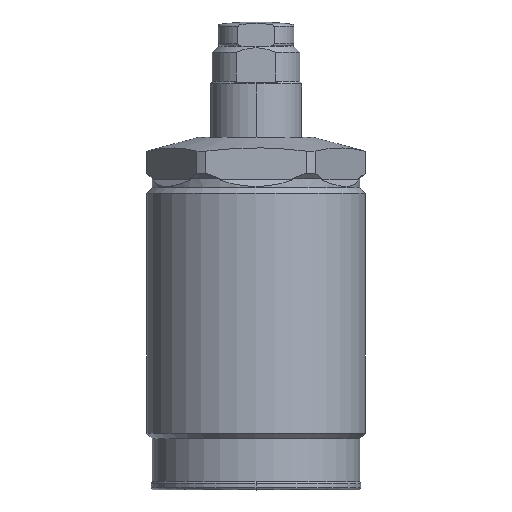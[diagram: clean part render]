
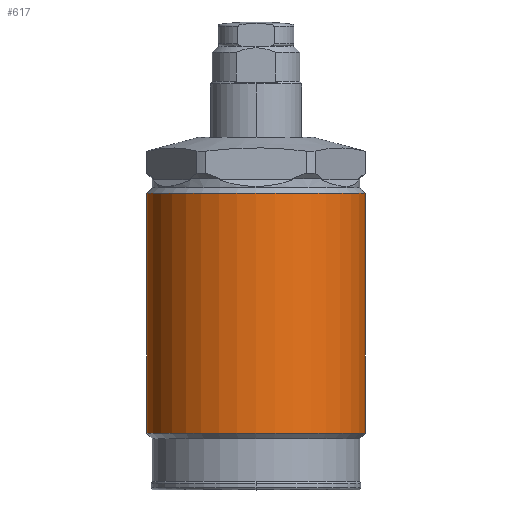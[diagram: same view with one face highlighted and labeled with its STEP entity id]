
A CAD part, top view. The second image highlights one B-rep face of the part: STEP entity #617.
In plain terms, the highlighted cylindrical face has radius 18 mm (diameter 36 mm), a partial arc.
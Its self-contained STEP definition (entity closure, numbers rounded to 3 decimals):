
#320=CYLINDRICAL_SURFACE('',#2590,18.);
#390=LINE('',#4071,#485);
#391=LINE('',#4072,#486);
#485=VECTOR('',#3223,1.);
#486=VECTOR('',#3224,1.);
#617=ADVANCED_FACE('',(#789),#320,.T.);
#789=FACE_OUTER_BOUND('',#933,.T.);
#933=EDGE_LOOP('',(#1386,#1387,#1388,#1389));
#1386=ORIENTED_EDGE('',*,*,#2054,.T.);
#1387=ORIENTED_EDGE('',*,*,#2055,.T.);
#1388=ORIENTED_EDGE('',*,*,#2052,.F.);
#1389=ORIENTED_EDGE('',*,*,#2056,.F.);
#1776=VERTEX_POINT('',#4063);
#1777=VERTEX_POINT('',#4065);
#1778=VERTEX_POINT('',#4069);
#1779=VERTEX_POINT('',#4070);
#2052=EDGE_CURVE('',#1776,#1777,#2306,.T.);
#2054=EDGE_CURVE('',#1778,#1779,#2307,.T.);
#2055=EDGE_CURVE('',#1779,#1777,#390,.T.);
#2056=EDGE_CURVE('',#1778,#1776,#391,.T.);
#2306=CIRCLE('',#2587,18.);
#2307=CIRCLE('',#2589,18.);
#2587=AXIS2_PLACEMENT_3D('',#4064,#3216,#3217);
#2589=AXIS2_PLACEMENT_3D('',#4068,#3221,#3222);
#2590=AXIS2_PLACEMENT_3D('',#4073,#3225,#3226);
#3216=DIRECTION('',(0.,-1.,0.));
#3217=DIRECTION('',(1.,0.,0.));
#3221=DIRECTION('',(0.,-1.,0.));
#3222=DIRECTION('',(1.,0.,0.));
#3223=DIRECTION('',(0.,-1.,0.));
#3224=DIRECTION('',(0.,-1.,0.));
#3225=DIRECTION('',(0.,-1.,0.));
#3226=DIRECTION('',(-1.,0.,0.));
#4063=CARTESIAN_POINT('',(18.,-48.7,0.));
#4064=CARTESIAN_POINT('',(0.,-48.7,0.));
#4065=CARTESIAN_POINT('',(-18.,-48.7,0.));
#4068=CARTESIAN_POINT('',(0.,-9.2,0.));
#4069=CARTESIAN_POINT('',(18.,-9.2,0.));
#4070=CARTESIAN_POINT('',(-18.,-9.2,0.));
#4071=CARTESIAN_POINT('',(-18.,1.,0.));
#4072=CARTESIAN_POINT('',(18.,1.,0.));
#4073=CARTESIAN_POINT('',(0.,1.,0.));
